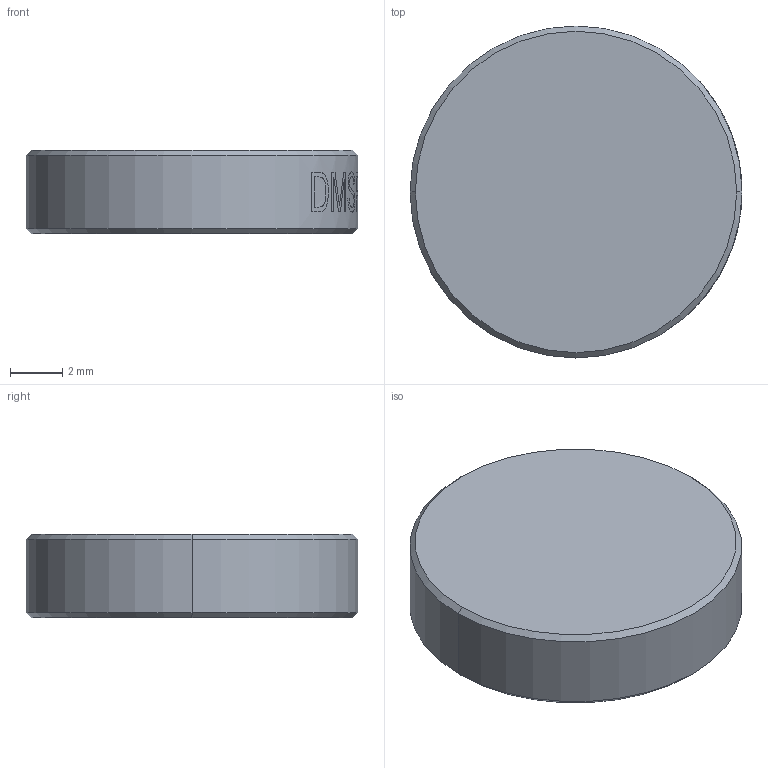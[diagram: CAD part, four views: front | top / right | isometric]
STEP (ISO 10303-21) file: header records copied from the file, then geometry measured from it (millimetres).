
FILE_DESCRIPTION (( 'STEP AP203' ), '1' );
FILE_NAME ('TTN045009-E0W.STEP', '2015-09-25T20:22:22', ( 'Admin' ), ( '' ), 'SwSTEP 2.0', 'SolidWorks 2014', '' );
FILE_SCHEMA (( 'CONFIG_CONTROL_DESIGN' ));
Length unit declared in the file: millimetre
Products named in the file (1): TTN045009-E0W
Bounding box: 12.7 x 12.7 x 3.2 mm (x, y, z)
Volume: 403.7 mm3; surface area: 371.6 mm2
Topology: 1 solids, 1 shells, 21 faces, 127 edges, 121 vertices
Faces by surface type: cylinder 15, cone 4, plane 2
Entity records: 2547 total; most frequent: CARTESIAN_POINT 1521, ORIENTED_EDGE 254, DIRECTION 129, EDGE_CURVE 127, VERTEX_POINT 121, B_SPLINE_CURVE_WITH_KNOTS 72, AXIS2_PLACEMENT_3D 52, EDGE_LOOP 34
